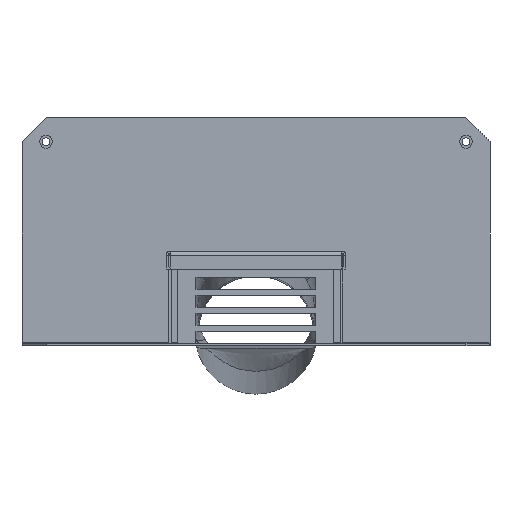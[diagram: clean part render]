
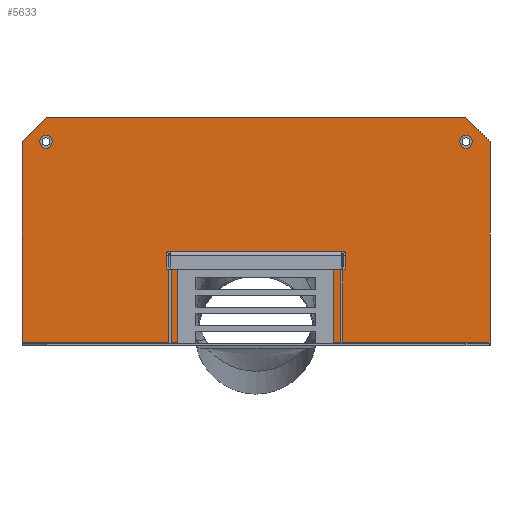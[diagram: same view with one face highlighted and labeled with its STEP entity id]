
A CAD part, left-side view. The second image highlights one B-rep face of the part: STEP entity #5633.
In plain terms, the highlighted planar face has unit normal (-1, 0, 0).
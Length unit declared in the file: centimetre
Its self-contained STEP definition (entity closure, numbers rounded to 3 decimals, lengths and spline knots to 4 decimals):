
#60=FACE_BOUND('',#2153,.T.);
#61=FACE_BOUND('',#2154,.T.);
#165=PLANE('',#5983);
#475=LINE('',#9155,#1168);
#479=LINE('',#9167,#1172);
#483=LINE('',#9177,#1176);
#499=LINE('',#9212,#1192);
#500=LINE('',#9217,#1193);
#502=LINE('',#9222,#1195);
#504=LINE('',#9225,#1197);
#506=LINE('',#9229,#1199);
#507=LINE('',#9231,#1200);
#508=LINE('',#9232,#1201);
#1168=VECTOR('',#6534,10.);
#1172=VECTOR('',#6546,10.);
#1176=VECTOR('',#6558,10.);
#1192=VECTOR('',#6584,10.);
#1193=VECTOR('',#6591,10.);
#1195=VECTOR('',#6595,10.);
#1197=VECTOR('',#6599,10.);
#1199=VECTOR('',#6603,10.);
#1200=VECTOR('',#6604,10.);
#1201=VECTOR('',#6605,10.);
#1860=FACE_OUTER_BOUND('',#2152,.T.);
#2152=EDGE_LOOP('',(#4270,#4271,#4272,#4273,#4274,#4275,#4276,#4277,#4278,
#4279,#4280,#4281));
#2153=EDGE_LOOP('',(#4282));
#2154=EDGE_LOOP('',(#4283));
#2506=CIRCLE('',#5950,5.3);
#2508=CIRCLE('',#5953,5.3);
#2515=CIRCLE('',#5967,5.);
#2517=CIRCLE('',#5971,5.);
#2646=VERTEX_POINT('',#9107);
#2648=VERTEX_POINT('',#9113);
#2658=VERTEX_POINT('',#9140);
#2660=VERTEX_POINT('',#9146);
#2663=VERTEX_POINT('',#9154);
#2665=VERTEX_POINT('',#9160);
#2667=VERTEX_POINT('',#9166);
#2669=VERTEX_POINT('',#9172);
#2683=VERTEX_POINT('',#9211);
#2684=VERTEX_POINT('',#9215);
#2685=VERTEX_POINT('',#9219);
#2686=VERTEX_POINT('',#9221);
#2687=VERTEX_POINT('',#9228);
#2688=VERTEX_POINT('',#9230);
#3231=EDGE_CURVE('',#2646,#2646,#2506,.T.);
#3234=EDGE_CURVE('',#2648,#2648,#2508,.T.);
#3254=EDGE_CURVE('',#2663,#2660,#475,.T.);
#3257=EDGE_CURVE('',#2665,#2663,#2515,.T.);
#3260=EDGE_CURVE('',#2667,#2665,#479,.T.);
#3263=EDGE_CURVE('',#2669,#2667,#2517,.T.);
#3266=EDGE_CURVE('',#2658,#2669,#483,.T.);
#3283=EDGE_CURVE('',#2683,#2658,#499,.T.);
#3286=EDGE_CURVE('',#2660,#2684,#500,.T.);
#3288=EDGE_CURVE('',#2685,#2686,#502,.T.);
#3290=EDGE_CURVE('',#2684,#2686,#504,.T.);
#3292=EDGE_CURVE('',#2685,#2687,#506,.T.);
#3293=EDGE_CURVE('',#2688,#2687,#507,.T.);
#3294=EDGE_CURVE('',#2683,#2688,#508,.T.);
#4270=ORIENTED_EDGE('',*,*,#3254,.T.);
#4271=ORIENTED_EDGE('',*,*,#3286,.T.);
#4272=ORIENTED_EDGE('',*,*,#3290,.T.);
#4273=ORIENTED_EDGE('',*,*,#3288,.F.);
#4274=ORIENTED_EDGE('',*,*,#3292,.T.);
#4275=ORIENTED_EDGE('',*,*,#3293,.F.);
#4276=ORIENTED_EDGE('',*,*,#3294,.F.);
#4277=ORIENTED_EDGE('',*,*,#3283,.T.);
#4278=ORIENTED_EDGE('',*,*,#3266,.T.);
#4279=ORIENTED_EDGE('',*,*,#3263,.T.);
#4280=ORIENTED_EDGE('',*,*,#3260,.T.);
#4281=ORIENTED_EDGE('',*,*,#3257,.T.);
#4282=ORIENTED_EDGE('',*,*,#3231,.T.);
#4283=ORIENTED_EDGE('',*,*,#3234,.T.);
#5633=ADVANCED_FACE('',(#1860,#60,#61),#165,.T.);
#5950=AXIS2_PLACEMENT_3D('',#9108,#6489,#6490);
#5953=AXIS2_PLACEMENT_3D('',#9114,#6496,#6497);
#5967=AXIS2_PLACEMENT_3D('',#9161,#6540,#6541);
#5971=AXIS2_PLACEMENT_3D('',#9173,#6552,#6553);
#5983=AXIS2_PLACEMENT_3D('',#9227,#6601,#6602);
#6489=DIRECTION('center_axis',(1.,0.,0.));
#6490=DIRECTION('ref_axis',(0.,-1.,0.));
#6496=DIRECTION('center_axis',(1.,0.,0.));
#6497=DIRECTION('ref_axis',(0.,-1.,0.));
#6534=DIRECTION('',(0.,0.,-1.));
#6540=DIRECTION('center_axis',(1.,0.,0.));
#6541=DIRECTION('ref_axis',(0.,-1.,0.));
#6546=DIRECTION('',(0.,-1.,0.));
#6552=DIRECTION('center_axis',(1.,0.,0.));
#6553=DIRECTION('ref_axis',(0.,0.,
1.));
#6558=DIRECTION('',(0.,0.,1.));
#6584=DIRECTION('',(0.,-1.,0.));
#6591=DIRECTION('',(0.,-1.,0.));
#6595=DIRECTION('',(0.,-0.707,-0.707));
#6599=DIRECTION('',(0.,0.,1.));
#6601=DIRECTION('center_axis',(-1.,0.,0.));
#6602=DIRECTION('ref_axis',(0.,0.,-1.));
#6603=DIRECTION('',(0.,1.,0.));
#6604=DIRECTION('',(0.,-0.707,0.707));
#6605=DIRECTION('',(0.,0.,1.));
#9107=CARTESIAN_POINT('',(268.,-169.7,170.));
#9108=CARTESIAN_POINT('Origin',(268.,-175.,170.));
#9113=CARTESIAN_POINT('',(268.,180.3,170.));
#9114=CARTESIAN_POINT('Origin',(268.,175.,170.));
#9140=CARTESIAN_POINT('',(268.,53.,3.));
#9146=CARTESIAN_POINT('',(268.,-53.,3.));
#9154=CARTESIAN_POINT('',(268.,-53.,66.));
#9155=CARTESIAN_POINT('',(268.,-53.,49.0117));
#9160=CARTESIAN_POINT('',(268.,-48.,71.));
#9161=CARTESIAN_POINT('Origin',(268.,-48.,66.));
#9166=CARTESIAN_POINT('',(268.,48.,71.));
#9167=CARTESIAN_POINT('',(268.,-24.,71.));
#9172=CARTESIAN_POINT('',(268.,53.,66.));
#9173=CARTESIAN_POINT('Origin',(268.,48.,66.));
#9177=CARTESIAN_POINT('',(268.,53.,80.5117));
#9211=CARTESIAN_POINT('',(268.,195.,3.));
#9212=CARTESIAN_POINT('',(268.,0.,3.));
#9215=CARTESIAN_POINT('',(268.,-195.,3.));
#9217=CARTESIAN_POINT('',(268.,0.,3.));
#9219=CARTESIAN_POINT('',(268.,-175.,190.));
#9221=CARTESIAN_POINT('',(268.,-195.,170.));
#9222=CARTESIAN_POINT('',(268.,-159.9941,205.0059));
#9225=CARTESIAN_POINT('',(268.,-195.,0.0469));
#9227=CARTESIAN_POINT('Origin',(268.,0.,95.0235));
#9228=CARTESIAN_POINT('',(268.,175.,190.));
#9229=CARTESIAN_POINT('',(268.,-195.,190.));
#9230=CARTESIAN_POINT('',(268.,195.,170.));
#9231=CARTESIAN_POINT('',(268.,159.9941,205.0059));
#9232=CARTESIAN_POINT('',(268.,195.,0.0469));
